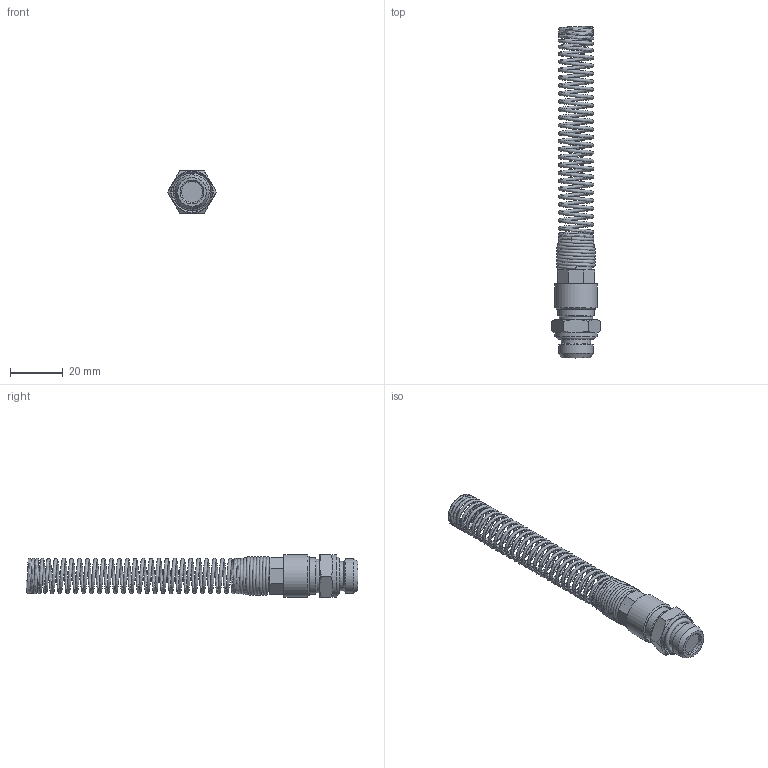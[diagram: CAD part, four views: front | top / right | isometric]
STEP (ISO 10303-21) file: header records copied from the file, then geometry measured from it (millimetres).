
FILE_DESCRIPTION(/* description */ (''),/* implementation_level */ '2;1');
FILE_NAME(/* name */ 'ck_148_ks_msv.stp',/* time_stamp */ '2016-11-25T15:56:08+01:00',/* author */ ('hamoud'),/* organization */ (''),/* preprocessor_version */ 'ST-DEVELOPER v15.6',/* originating_system */ 'Autodesk Inventor LT ',/* authorisation */ '');
FILE_SCHEMA (('AUTOMOTIVE_DESIGN { 1 0 10303 214 3 1 1 }'));
Length unit declared in the file: millimetre
Products named in the file (1): ck_148_ks_msv
Bounding box: 18.48 x 125.5 x 16 mm (x, y, z)
Volume: 8603.7 mm3; surface area: 10299.7 mm2
Topology: 3 solids, 3 shells, 83 faces, 174 edges, 105 vertices
Faces by surface type: cone 31, plane 28, cylinder 14, bspline 6, torus 4
Full cylindrical faces by diameter (mm): 8 x1, 10.2 x1, 10.621 x1, 11 x2, 12 x1, 12.5 x1, 13.04 x1, 13.1 x1, 13.481 x1, 13.9 x1, 16 x2
Entity records: 21525 total; most frequent: CARTESIAN_POINT 20023, DIRECTION 294, ORIENTED_EDGE 274, EDGE_CURVE 137, AXIS2_PLACEMENT_3D 136, EDGE_LOOP 121, VERTEX_POINT 96, FACE_OUTER_BOUND 83
